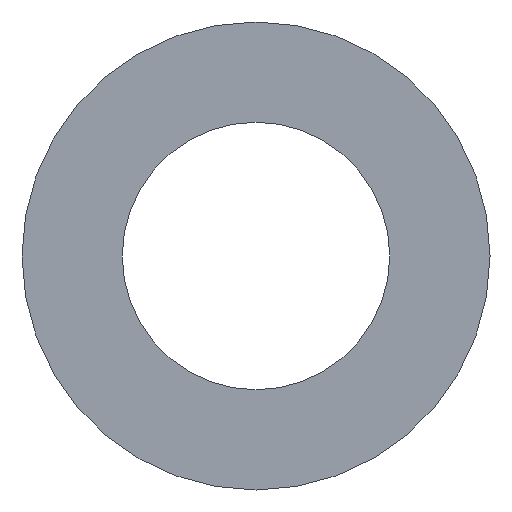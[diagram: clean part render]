
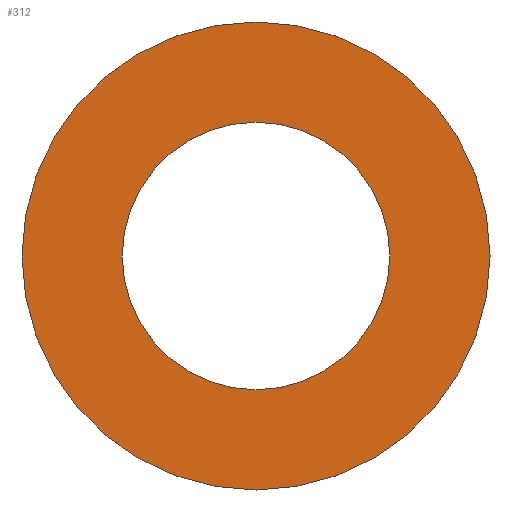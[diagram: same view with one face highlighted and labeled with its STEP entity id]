
A CAD part, front view. The second image highlights one B-rep face of the part: STEP entity #312.
In plain terms, the highlighted planar face has unit normal (0, -1, 0).
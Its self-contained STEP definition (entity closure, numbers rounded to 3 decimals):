
#3 = EDGE_CURVE ( 'NONE', #216, #60, #272, .T. ) ;
#21 = AXIS2_PLACEMENT_3D ( 'NONE', #355, #249, #37 ) ;
#22 = DIRECTION ( 'NONE',  ( 0., 0., -1. ) ) ;
#26 = AXIS2_PLACEMENT_3D ( 'NONE', #78, #368, #287 ) ;
#29 = CARTESIAN_POINT ( 'NONE',  ( 0., -10., 0. ) ) ;
#37 = DIRECTION ( 'NONE',  ( 0., 0., -1. ) ) ;
#50 = CARTESIAN_POINT ( 'NONE',  ( 0., -10., 0. ) ) ;
#55 = EDGE_CURVE ( 'NONE', #163, #268, #341, .T. ) ;
#60 = VERTEX_POINT ( 'NONE', #260 ) ;
#66 = FACE_OUTER_BOUND ( 'NONE', #360, .T. ) ;
#78 = CARTESIAN_POINT ( 'NONE',  ( 0., -10., 0. ) ) ;
#87 = CARTESIAN_POINT ( 'NONE',  ( 0., -10., 70. ) ) ;
#94 = CARTESIAN_POINT ( 'NONE',  ( 0., -10., -70. ) ) ;
#115 = AXIS2_PLACEMENT_3D ( 'NONE', #50, #235, #22 ) ;
#121 = EDGE_CURVE ( 'NONE', #268, #163, #285, .T. ) ;
#133 = DIRECTION ( 'NONE',  ( 0., 0., -1. ) ) ;
#152 = CARTESIAN_POINT ( 'NONE',  ( 0., -10., 0. ) ) ;
#163 = VERTEX_POINT ( 'NONE', #87 ) ;
#165 = CIRCLE ( 'NONE', #280, 40. ) ;
#182 = PLANE ( 'NONE',  #21 ) ;
#211 = DIRECTION ( 'NONE',  ( 0., 0., -1. ) ) ;
#216 = VERTEX_POINT ( 'NONE', #290 ) ;
#220 = DIRECTION ( 'NONE',  ( 0., -1., 0. ) ) ;
#235 = DIRECTION ( 'NONE',  ( 0., -1., 0. ) ) ;
#237 = AXIS2_PLACEMENT_3D ( 'NONE', #29, #371, #211 ) ;
#249 = DIRECTION ( 'NONE',  ( 0., -1., 0. ) ) ;
#260 = CARTESIAN_POINT ( 'NONE',  ( 0., -10., -40. ) ) ;
#268 = VERTEX_POINT ( 'NONE', #94 ) ;
#272 = CIRCLE ( 'NONE', #26, 40. ) ;
#273 = FACE_BOUND ( 'NONE', #275, .T. ) ;
#275 = EDGE_LOOP ( 'NONE', ( #296, #330 ) ) ;
#280 = AXIS2_PLACEMENT_3D ( 'NONE', #152, #220, #133 ) ;
#283 = ORIENTED_EDGE ( 'NONE', *, *, #55, .T. ) ;
#285 = CIRCLE ( 'NONE', #237, 70. ) ;
#287 = DIRECTION ( 'NONE',  ( 0., 0., -1. ) ) ;
#290 = CARTESIAN_POINT ( 'NONE',  ( 0., -10., 40. ) ) ;
#296 = ORIENTED_EDGE ( 'NONE', *, *, #337, .F. ) ;
#312 = ADVANCED_FACE ( 'NONE', ( #273, #66 ), #182, .T. ) ;
#330 = ORIENTED_EDGE ( 'NONE', *, *, #3, .F. ) ;
#337 = EDGE_CURVE ( 'NONE', #60, #216, #165, .T. ) ;
#341 = CIRCLE ( 'NONE', #115, 70. ) ;
#351 = ORIENTED_EDGE ( 'NONE', *, *, #121, .T. ) ;
#355 = CARTESIAN_POINT ( 'NONE',  ( 0., -10., 0. ) ) ;
#360 = EDGE_LOOP ( 'NONE', ( #283, #351 ) ) ;
#368 = DIRECTION ( 'NONE',  ( 0., -1., 0. ) ) ;
#371 = DIRECTION ( 'NONE',  ( 0., -1., 0. ) ) ;
